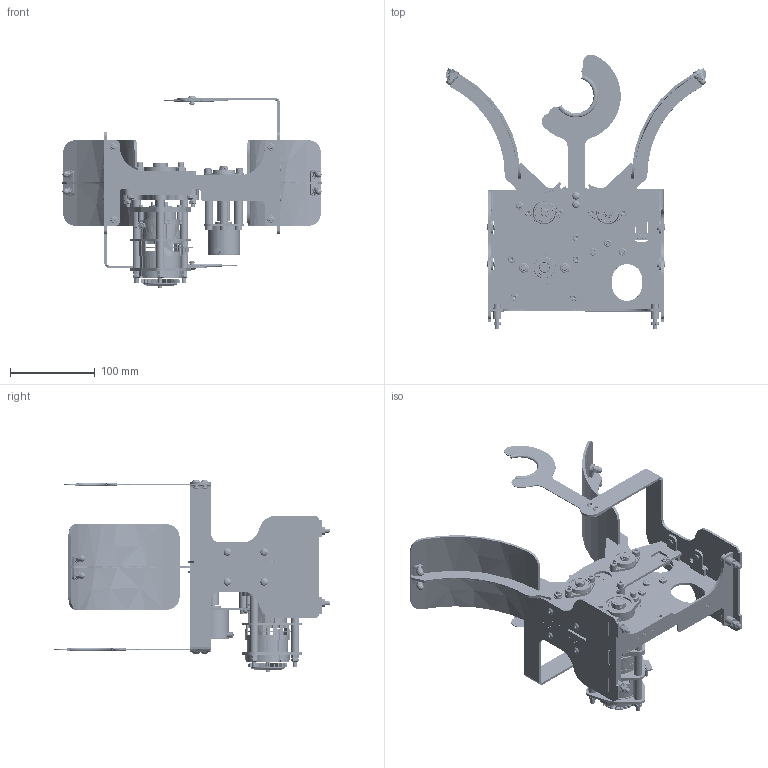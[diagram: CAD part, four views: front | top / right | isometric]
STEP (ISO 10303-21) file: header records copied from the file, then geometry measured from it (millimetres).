
FILE_DESCRIPTION(('FreeCAD Model'),'2;1');
FILE_NAME('Open CASCADE Shape Model','2025-04-29T08:49:19',('FreeCAD'),( 'FreeCAD'),'Open CASCADE STEP processor 7.6','FreeCAD','Unknown');
FILE_SCHEMA(('AUTOMOTIVE_DESIGN { 1 0 10303 214 1 1 1 1 }'));
Products named in the file (1): Open CASCADE STEP translator 7.6 1
Bounding box: 307.1 x 323.61 x 225.97 mm (x, y, z)
Volume: 727562.4 mm3; surface area: 533508.4 mm2
Topology: 206 solids, 206 shells, 4826 faces, 12194 edges, 7977 vertices
Faces by surface type: bspline 4826
Entity records: 186121 total; most frequent: CARTESIAN_POINT 115052, ORIENTED_EDGE 24294, EDGE_CURVE 12147, VERTEX_POINT 7977, B_SPLINE_CURVE_WITH_KNOTS 7243, FACE_BOUND 5766, EDGE_LOOP 5766, ADVANCED_FACE 4826
